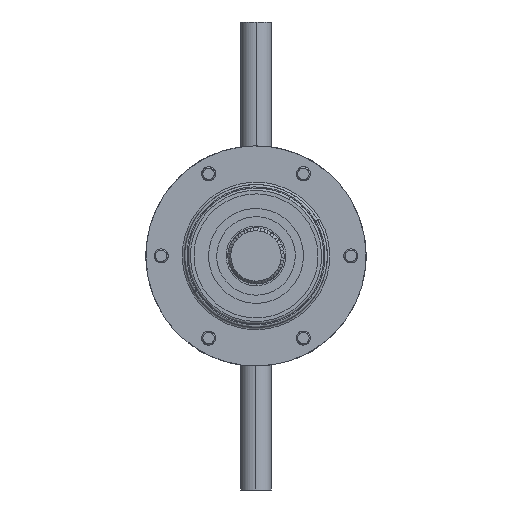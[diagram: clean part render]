
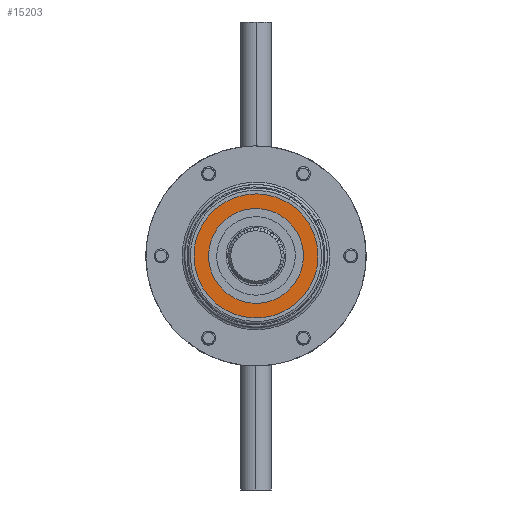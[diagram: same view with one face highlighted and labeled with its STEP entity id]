
A CAD part, left-side view. The second image highlights one B-rep face of the part: STEP entity #15203.
In plain terms, the highlighted free-form (B-spline) face has degree [1, 1] with [2, 2] control points.
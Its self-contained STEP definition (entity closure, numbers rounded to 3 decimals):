
#13488 = EDGE_CURVE('',#13489,#13491,#13493,.T.);
#13489 = VERTEX_POINT('',#13490);
#13490 = CARTESIAN_POINT('',(-43.846,38.161,
    119.561));
#13491 = VERTEX_POINT('',#13492);
#13492 = CARTESIAN_POINT('',(-43.846,71.891,
    61.138));
#13493 = ( BOUNDED_CURVE() B_SPLINE_CURVE(2,(#13494,#13495,#13496,#13497
,#13498),.UNSPECIFIED.,.F.,.F.) B_SPLINE_CURVE_WITH_KNOTS((3,2,3),(0.,
1.571,3.142),.PIECEWISE_BEZIER_KNOTS.) CURVE() 
GEOMETRIC_REPRESENTATION_ITEM() RATIONAL_B_SPLINE_CURVE((1.,
0.707,1.,0.707,1.)) REPRESENTATION_ITEM('') );
#13494 = CARTESIAN_POINT('',(-43.846,38.161,
    119.561));
#13495 = CARTESIAN_POINT('',(-43.846,8.95,
    102.696));
#13496 = CARTESIAN_POINT('',(-43.846,25.815,
    73.484));
#13497 = CARTESIAN_POINT('',(-43.846,42.68,
    44.273));
#13498 = CARTESIAN_POINT('',(-43.846,71.891,
    61.138));
#13549 = VERTEX_POINT('',#13550);
#13550 = CARTESIAN_POINT('',(-43.846,67.914,
    68.028));
#13555 = EDGE_CURVE('',#13556,#13549,#13558,.T.);
#13556 = VERTEX_POINT('',#13557);
#13557 = CARTESIAN_POINT('',(-43.846,42.139,
    112.671));
#13558 = ( BOUNDED_CURVE() B_SPLINE_CURVE(2,(#13559,#13560,#13561,#13562
,#13563),.UNSPECIFIED.,.F.,.F.) B_SPLINE_CURVE_WITH_KNOTS((3,2,3),(0.,
1.571,3.142),.PIECEWISE_BEZIER_KNOTS.) CURVE() 
GEOMETRIC_REPRESENTATION_ITEM() RATIONAL_B_SPLINE_CURVE((1.,
0.707,1.,0.707,1.)) REPRESENTATION_ITEM('') );
#13559 = CARTESIAN_POINT('',(-43.846,42.139,
    112.671));
#13560 = CARTESIAN_POINT('',(-43.846,19.817,
    99.784));
#13561 = CARTESIAN_POINT('',(-43.846,32.704,
    77.462));
#13562 = CARTESIAN_POINT('',(-43.846,45.592,
    55.14));
#13563 = CARTESIAN_POINT('',(-43.846,67.914,
    68.028));
#15185 = EDGE_CURVE('',#13549,#13556,#15186,.T.);
#15186 = ( BOUNDED_CURVE() B_SPLINE_CURVE(2,(#15187,#15188,#15189,#15190
,#15191),.UNSPECIFIED.,.F.,.F.) B_SPLINE_CURVE_WITH_KNOTS((3,2,3),(
    3.142,4.712,6.283),
.PIECEWISE_BEZIER_KNOTS.) CURVE() GEOMETRIC_REPRESENTATION_ITEM() 
RATIONAL_B_SPLINE_CURVE((1.,0.707,1.,0.707,1.)) 
REPRESENTATION_ITEM('') );
#15187 = CARTESIAN_POINT('',(-43.846,67.914,
    68.028));
#15188 = CARTESIAN_POINT('',(-43.846,90.235,
    80.915));
#15189 = CARTESIAN_POINT('',(-43.846,77.348,
    103.237));
#15190 = CARTESIAN_POINT('',(-43.846,64.46,
    125.559));
#15191 = CARTESIAN_POINT('',(-43.846,42.139,
    112.671));
#15203 = ADVANCED_FACE('',(#15204,#15208),#15219,.T.);
#15204 = FACE_BOUND('',#15205,.T.);
#15205 = EDGE_LOOP('',(#15206,#15207));
#15206 = ORIENTED_EDGE('',*,*,#13555,.T.);
#15207 = ORIENTED_EDGE('',*,*,#15185,.T.);
#15208 = FACE_BOUND('',#15209,.T.);
#15209 = EDGE_LOOP('',(#15210,#15211));
#15210 = ORIENTED_EDGE('',*,*,#13488,.F.);
#15211 = ORIENTED_EDGE('',*,*,#15212,.F.);
#15212 = EDGE_CURVE('',#13491,#13489,#15213,.T.);
#15213 = ( BOUNDED_CURVE() B_SPLINE_CURVE(2,(#15214,#15215,#15216,#15217
,#15218),.UNSPECIFIED.,.F.,.F.) B_SPLINE_CURVE_WITH_KNOTS((3,2,3),(
    3.142,4.712,6.283),
.PIECEWISE_BEZIER_KNOTS.) CURVE() GEOMETRIC_REPRESENTATION_ITEM() 
RATIONAL_B_SPLINE_CURVE((1.,0.707,1.,0.707,1.)) 
REPRESENTATION_ITEM('') );
#15214 = CARTESIAN_POINT('',(-43.846,71.891,
    61.138));
#15215 = CARTESIAN_POINT('',(-43.846,101.103,
    78.003));
#15216 = CARTESIAN_POINT('',(-43.846,84.237,
    107.215));
#15217 = CARTESIAN_POINT('',(-43.846,67.372,
    136.426));
#15218 = CARTESIAN_POINT('',(-43.846,38.161,
    119.561));
#15219 = B_SPLINE_SURFACE_WITH_KNOTS('',1,1,(
    (#15220,#15221)
    ,(#15222,#15223
  )),.UNSPECIFIED.,.F.,.F.,.F.,(2,2),(2,2),(-26.5,26.5),(-6.25,46.75),
  .PIECEWISE_BEZIER_KNOTS.);
#15220 = CARTESIAN_POINT('',(-43.846,67.372,
    136.426));
#15221 = CARTESIAN_POINT('',(-43.846,8.95,
    102.696));
#15222 = CARTESIAN_POINT('',(-43.846,101.103,
    78.003));
#15223 = CARTESIAN_POINT('',(-43.846,42.68,
    44.273));
